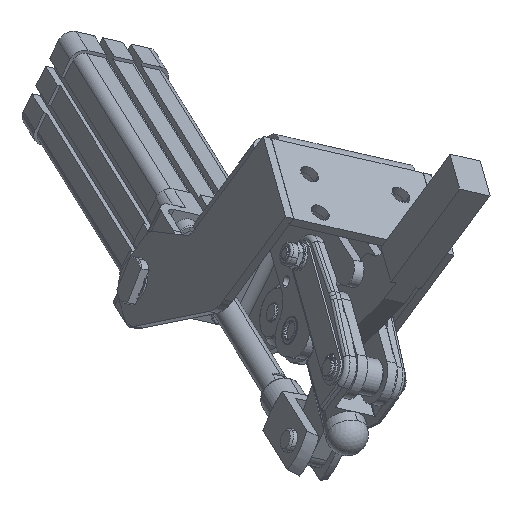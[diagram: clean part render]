
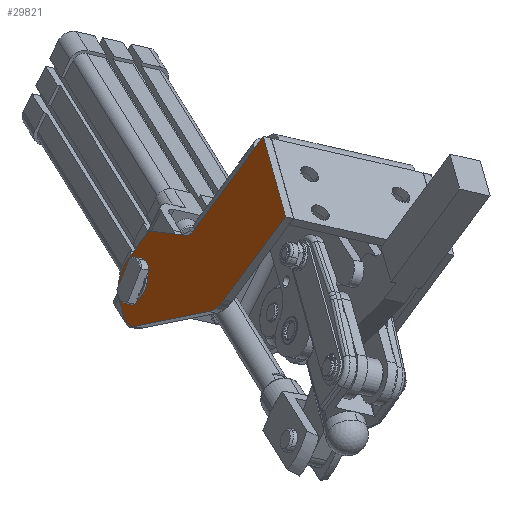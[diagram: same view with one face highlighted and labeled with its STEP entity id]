
A CAD part, front view. The second image highlights one B-rep face of the part: STEP entity #29821.
In plain terms, the highlighted planar face has unit normal (-0.852, -0.487, 0.193).
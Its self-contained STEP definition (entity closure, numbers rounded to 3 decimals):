
#13493=CARTESIAN_POINT('',(171.895,37.224,-133.855));
#13494=VERTEX_POINT('',#13493);
#13528=CARTESIAN_POINT('',(163.88,51.064,-134.324));
#13529=VERTEX_POINT('',#13528);
#13536=CARTESIAN_POINT('',(167.888,44.144,-134.09));
#13537=DIRECTION('',(0.852,0.487,-0.193));
#13538=DIRECTION('',(0.204,-0.648,-0.733));
#13539=AXIS2_PLACEMENT_3D('',#13536,#13537,#13538);
#13540=CIRCLE('',#13539,8.);
#13541=EDGE_CURVE('',#13494,#13529,#13540,.T.);
#13773=CARTESIAN_POINT('',(200.976,-18.065,-144.935));
#13774=VERTEX_POINT('',#13773);
#13783=CARTESIAN_POINT('',(197.739,-13.021,-146.497));
#13784=VERTEX_POINT('',#13783);
#13785=CARTESIAN_POINT('',(200.043,-9.3,-126.982));
#13786=DIRECTION('',(0.852,0.487,-0.193));
#13787=DIRECTION('',(0.047,-0.438,-0.898));
#13788=AXIS2_PLACEMENT_3D('',#13785,#13786,#13787);
#13789=CIRCLE('',#13788,20.);
#13790=EDGE_CURVE('',#13774,#13784,#13789,.T.);
#13857=CARTESIAN_POINT('',(172.548,44.319,-113.12));
#13858=VERTEX_POINT('',#13857);
#13867=CARTESIAN_POINT('',(173.753,42.336,-112.805));
#13868=VERTEX_POINT('',#13867);
#13869=CARTESIAN_POINT('',(172.571,42.069,-118.682));
#13870=DIRECTION('',(0.852,0.487,-0.193));
#13871=DIRECTION('',(-0.004,0.375,0.927));
#13872=AXIS2_PLACEMENT_3D('',#13869,#13870,#13871);
#13873=CIRCLE('',#13872,6.);
#13874=EDGE_CURVE('',#13858,#13868,#13873,.T.);
#13943=CARTESIAN_POINT('',(189.706,13.847,-114.248));
#13944=VERTEX_POINT('',#13943);
#13960=CARTESIAN_POINT('',(188.501,15.829,-114.563));
#13961=VERTEX_POINT('',#13960);
#13968=CARTESIAN_POINT('',(189.683,16.097,-108.686));
#13969=DIRECTION('',(-0.852,-0.487,0.193));
#13970=DIRECTION('',(0.004,-0.375,-0.927));
#13971=AXIS2_PLACEMENT_3D('',#13968,#13969,#13970);
#13972=CIRCLE('',#13971,6.);
#13973=EDGE_CURVE('',#13961,#13944,#13972,.T.);
#13983=CARTESIAN_POINT('',(160.003,58.313,-133.15));
#13984=VERTEX_POINT('',#13983);
#13993=CARTESIAN_POINT('',(163.38,55.626,-125.043));
#13994=VERTEX_POINT('',#13993);
#13995=CARTESIAN_POINT('',(165.828,47.845,-133.844));
#13996=DIRECTION('',(0.852,0.487,-0.193));
#13997=DIRECTION('',(-0.485,0.872,0.058));
#13998=AXIS2_PLACEMENT_3D('',#13995,#13996,#13997);
#13999=CIRCLE('',#13998,12.);
#14000=EDGE_CURVE('',#13984,#13994,#13999,.T.);
#14111=CARTESIAN_POINT('',(163.804,44.16,-152.036));
#14112=VERTEX_POINT('',#14111);
#14128=CARTESIAN_POINT('',(166.453,39.234,-152.768));
#14129=VERTEX_POINT('',#14128);
#14136=CARTESIAN_POINT('',(167.835,41.467,-141.059));
#14137=DIRECTION('',(0.852,0.487,-0.193));
#14138=DIRECTION('',(-0.336,0.224,-0.915));
#14139=AXIS2_PLACEMENT_3D('',#14136,#14137,#14138);
#14140=CIRCLE('',#14139,12.);
#14141=EDGE_CURVE('',#14129,#14112,#14140,.T.);
#28557=CARTESIAN_POINT('',(220.584,-23.8,-73.001));
#28558=VERTEX_POINT('',#28557);
#28559=CARTESIAN_POINT('',(229.969,-53.626,-106.74));
#28560=VERTEX_POINT('',#28559);
#28561=CARTESIAN_POINT('',(220.584,-23.8,-73.001));
#28562=DIRECTION('',(0.204,-0.648,-0.733));
#28563=VECTOR('',#28562,46.);
#28564=LINE('',#28561,#28563);
#28565=EDGE_CURVE('',#28558,#28560,#28564,.T.);
#28597=CARTESIAN_POINT('',(216.724,-19.117,-78.214));
#28598=VERTEX_POINT('',#28597);
#28605=CARTESIAN_POINT('',(216.724,-19.117,-78.214));
#28606=DIRECTION('',(0.482,-0.585,0.652));
#28607=VECTOR('',#28606,8.);
#28608=LINE('',#28605,#28607);
#28609=EDGE_CURVE('',#28598,#28558,#28608,.T.);
#29037=CARTESIAN_POINT('',(191.637,11.32,-112.1));
#29038=VERTEX_POINT('',#29037);
#29046=CARTESIAN_POINT('',(216.724,-19.117,-78.214));
#29047=DIRECTION('',(-0.482,0.585,-0.652));
#29048=VECTOR('',#29047,52.);
#29049=LINE('',#29046,#29048);
#29050=EDGE_CURVE('',#28598,#29038,#29049,.T.);
#29194=CARTESIAN_POINT('',(190.907,12.207,-113.087));
#29195=VERTEX_POINT('',#29194);
#29204=CARTESIAN_POINT('',(191.637,11.32,-112.1));
#29205=DIRECTION('',(-0.482,0.585,-0.652));
#29206=VECTOR('',#29205,1.515);
#29207=LINE('',#29204,#29206);
#29208=EDGE_CURVE('',#29038,#29195,#29207,.T.);
#29258=CARTESIAN_POINT('',(204.123,-22.268,-141.651));
#29259=VERTEX_POINT('',#29258);
#29273=CARTESIAN_POINT('',(229.969,-53.626,-106.74));
#29274=DIRECTION('',(-0.482,0.585,-0.652));
#29275=VECTOR('',#29274,53.573);
#29276=LINE('',#29273,#29275);
#29277=EDGE_CURVE('',#28560,#29259,#29276,.T.);
#29289=CARTESIAN_POINT('',(171.347,45.959,-114.281));
#29290=VERTEX_POINT('',#29289);
#29304=CARTESIAN_POINT('',(171.347,45.959,-114.281));
#29305=DIRECTION('',(-0.482,0.585,-0.652));
#29306=VECTOR('',#29305,16.515);
#29307=LINE('',#29304,#29306);
#29308=EDGE_CURVE('',#29290,#13994,#29307,.T.);
#29350=CARTESIAN_POINT('',(162.046,48.491,-148.879));
#29351=VERTEX_POINT('',#29350);
#29352=CARTESIAN_POINT('',(167.835,41.467,-141.059));
#29353=DIRECTION('',(0.852,0.487,-0.193));
#29354=DIRECTION('',(-0.336,0.224,-0.915));
#29355=AXIS2_PLACEMENT_3D('',#29352,#29353,#29354);
#29356=CIRCLE('',#29355,12.);
#29357=EDGE_CURVE('',#14112,#29351,#29356,.T.);
#29472=CARTESIAN_POINT('',(160.039,54.869,-141.664));
#29473=VERTEX_POINT('',#29472);
#29487=CARTESIAN_POINT('',(160.039,54.869,-141.664));
#29488=DIRECTION('',(0.204,-0.648,-0.733));
#29489=VECTOR('',#29488,9.837);
#29490=LINE('',#29487,#29489);
#29491=EDGE_CURVE('',#29473,#29351,#29490,.T.);
#29510=CARTESIAN_POINT('',(165.828,47.845,-133.844));
#29511=DIRECTION('',(0.852,0.487,-0.193));
#29512=DIRECTION('',(-0.485,0.872,0.058));
#29513=AXIS2_PLACEMENT_3D('',#29510,#29511,#29512);
#29514=CIRCLE('',#29513,12.);
#29515=EDGE_CURVE('',#29473,#13984,#29514,.T.);
#29526=CARTESIAN_POINT('',(189.683,16.097,-108.686));
#29527=DIRECTION('',(-0.852,-0.487,0.193));
#29528=DIRECTION('',(0.004,-0.375,-0.927));
#29529=AXIS2_PLACEMENT_3D('',#29526,#29527,#29528);
#29530=CIRCLE('',#29529,6.);
#29531=EDGE_CURVE('',#13944,#29195,#29530,.T.);
#29642=CARTESIAN_POINT('',(188.501,15.829,-114.563));
#29643=DIRECTION('',(-0.485,0.872,0.058));
#29644=VECTOR('',#29643,30.385);
#29645=LINE('',#29642,#29644);
#29646=EDGE_CURVE('',#13961,#13868,#29645,.T.);
#29720=CARTESIAN_POINT('',(172.571,42.069,-118.682));
#29721=DIRECTION('',(0.852,0.487,-0.193));
#29722=DIRECTION('',(-0.004,0.375,0.927));
#29723=AXIS2_PLACEMENT_3D('',#29720,#29721,#29722);
#29724=CIRCLE('',#29723,6.);
#29725=EDGE_CURVE('',#29290,#13858,#29724,.T.);
#29765=CARTESIAN_POINT('',(186.756,8.825,-139.884));
#29766=DIRECTION('',(-0.852,-0.487,0.193));
#29767=DIRECTION('',(-0.204,0.648,0.733));
#29768=AXIS2_PLACEMENT_3D('',#29765,#29766,#29767);
#29769=PLANE('',#29768);
#29770=CARTESIAN_POINT('',(200.043,-9.3,-126.982));
#29771=DIRECTION('',(0.852,0.487,-0.193));
#29772=DIRECTION('',(0.047,-0.438,-0.898));
#29773=AXIS2_PLACEMENT_3D('',#29770,#29771,#29772);
#29774=CIRCLE('',#29773,20.);
#29775=EDGE_CURVE('',#29259,#13774,#29774,.T.);
#29776=ORIENTED_EDGE('',*,*,#29775,.F.);
#29777=ORIENTED_EDGE('',*,*,#29277,.F.);
#29778=ORIENTED_EDGE('',*,*,#28565,.F.);
#29779=ORIENTED_EDGE('',*,*,#28609,.F.);
#29780=ORIENTED_EDGE('',*,*,#29050,.T.);
#29781=ORIENTED_EDGE('',*,*,#29208,.T.);
#29782=ORIENTED_EDGE('',*,*,#29531,.F.);
#29783=ORIENTED_EDGE('',*,*,#13973,.F.);
#29784=ORIENTED_EDGE('',*,*,#29646,.T.);
#29785=ORIENTED_EDGE('',*,*,#13874,.F.);
#29786=ORIENTED_EDGE('',*,*,#29725,.F.);
#29787=ORIENTED_EDGE('',*,*,#29308,.T.);
#29788=ORIENTED_EDGE('',*,*,#14000,.F.);
#29789=ORIENTED_EDGE('',*,*,#29515,.F.);
#29790=ORIENTED_EDGE('',*,*,#29491,.T.);
#29791=ORIENTED_EDGE('',*,*,#29357,.F.);
#29792=ORIENTED_EDGE('',*,*,#14141,.F.);
#29793=CARTESIAN_POINT('',(166.453,39.234,-152.768));
#29794=DIRECTION('',(0.511,-0.853,0.102));
#29795=VECTOR('',#29794,61.227);
#29796=LINE('',#29793,#29795);
#29797=EDGE_CURVE('',#14129,#13784,#29796,.T.);
#29798=ORIENTED_EDGE('',*,*,#29797,.T.);
#29799=ORIENTED_EDGE('',*,*,#13790,.F.);
#29800=EDGE_LOOP('',(#29776,#29777,#29778,#29779,#29780,#29781,#29782,#29783,#29784,#29785,#29786,#29787,#29788,#29789,#29790,#29791,#29792,#29798,#29799));
#29801=FACE_OUTER_BOUND('',#29800,.T.);
#29802=CARTESIAN_POINT('',(166.255,49.331,-128.222));
#29803=VERTEX_POINT('',#29802);
#29804=CARTESIAN_POINT('',(167.888,44.144,-134.09));
#29805=DIRECTION('',(0.852,0.487,-0.193));
#29806=DIRECTION('',(0.204,-0.648,-0.733));
#29807=AXIS2_PLACEMENT_3D('',#29804,#29805,#29806);
#29808=CIRCLE('',#29807,8.);
#29809=EDGE_CURVE('',#29803,#13494,#29808,.T.);
#29810=ORIENTED_EDGE('',*,*,#29809,.T.);
#29811=ORIENTED_EDGE('',*,*,#13541,.T.);
#29812=CARTESIAN_POINT('',(167.888,44.144,-134.09));
#29813=DIRECTION('',(0.852,0.487,-0.193));
#29814=DIRECTION('',(0.204,-0.648,-0.733));
#29815=AXIS2_PLACEMENT_3D('',#29812,#29813,#29814);
#29816=CIRCLE('',#29815,8.);
#29817=EDGE_CURVE('',#13529,#29803,#29816,.T.);
#29818=ORIENTED_EDGE('',*,*,#29817,.T.);
#29819=EDGE_LOOP('',(#29810,#29811,#29818));
#29820=FACE_BOUND('',#29819,.T.);
#29821=ADVANCED_FACE('',(#29801,#29820),#29769,.T.);
